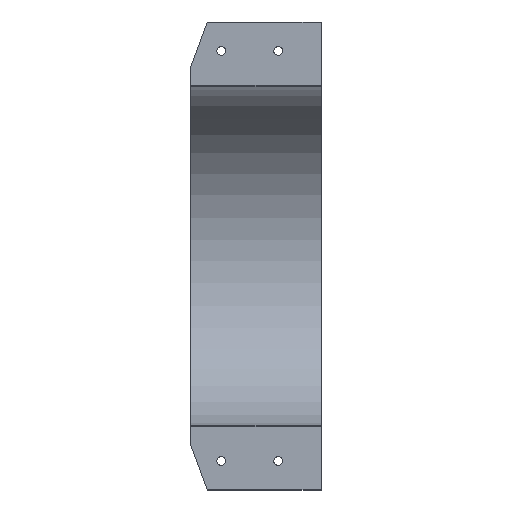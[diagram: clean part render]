
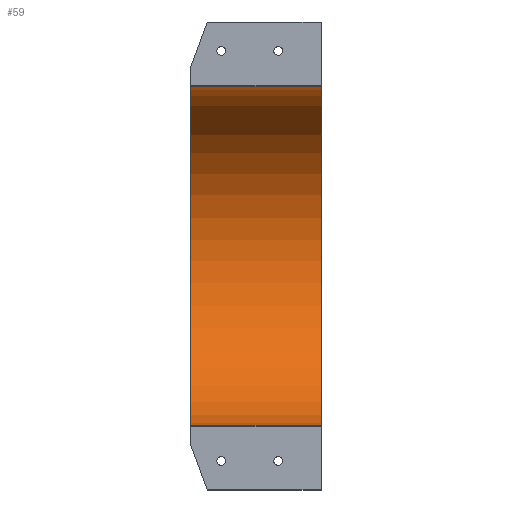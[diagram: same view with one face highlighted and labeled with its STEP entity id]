
A CAD part, top view. The second image highlights one B-rep face of the part: STEP entity #59.
In plain terms, the highlighted free-form (B-spline) face has degree [2, 1] with [5, 2] control points.
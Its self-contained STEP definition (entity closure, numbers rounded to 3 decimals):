
#59=ADVANCED_FACE('',(#118),#1054,.T.);
#118=FACE_OUTER_BOUND('',#185,.T.);
#185=EDGE_LOOP('',(#327,#328,#329,#330));
#327=ORIENTED_EDGE('',*,*,#629,.T.);
#328=ORIENTED_EDGE('',*,*,#630,.T.);
#329=ORIENTED_EDGE('',*,*,#631,.F.);
#330=ORIENTED_EDGE('',*,*,#627,.F.);
#627=EDGE_CURVE('',#951,#952,#806,.T.);
#629=EDGE_CURVE('',#951,#953,#808,.T.);
#630=EDGE_CURVE('',#953,#954,#809,.T.);
#631=EDGE_CURVE('',#952,#954,#810,.T.);
#806=(
BOUNDED_CURVE()
B_SPLINE_CURVE(1,(#1777,#1778),.UNSPECIFIED.,.F.,.F.)
B_SPLINE_CURVE_WITH_KNOTS((2,2),(0.,45.),.UNSPECIFIED.)
CURVE()
GEOMETRIC_REPRESENTATION_ITEM()
RATIONAL_B_SPLINE_CURVE((1.,1.))
REPRESENTATION_ITEM('')
);
#808=(
BOUNDED_CURVE()
B_SPLINE_CURVE(2,(#1782,#1783,#1784,#1785,#1786),.UNSPECIFIED.,.F.,.F.)
B_SPLINE_CURVE_WITH_KNOTS((3,2,3),(-918.896,-829.357,-739.818),
 .UNSPECIFIED.)
CURVE()
GEOMETRIC_REPRESENTATION_ITEM()
RATIONAL_B_SPLINE_CURVE((1.,0.723,1.,0.723,1.))
REPRESENTATION_ITEM('')
);
#809=(
BOUNDED_CURVE()
B_SPLINE_CURVE(1,(#1787,#1788),.UNSPECIFIED.,.F.,.F.)
B_SPLINE_CURVE_WITH_KNOTS((2,2),(0.,45.),.UNSPECIFIED.)
CURVE()
GEOMETRIC_REPRESENTATION_ITEM()
RATIONAL_B_SPLINE_CURVE((1.,1.))
REPRESENTATION_ITEM('')
);
#810=(
BOUNDED_CURVE()
B_SPLINE_CURVE(2,(#1789,#1790,#1791,#1792,#1793),.UNSPECIFIED.,.F.,.F.)
B_SPLINE_CURVE_WITH_KNOTS((3,2,3),(-918.896,-829.357,-739.818),
 .UNSPECIFIED.)
CURVE()
GEOMETRIC_REPRESENTATION_ITEM()
RATIONAL_B_SPLINE_CURVE((1.,0.723,1.,0.723,1.))
REPRESENTATION_ITEM('')
);
#951=VERTEX_POINT('',#1560);
#952=VERTEX_POINT('',#1561);
#953=VERTEX_POINT('',#1562);
#954=VERTEX_POINT('',#1563);
#1054=(
BOUNDED_SURFACE()
B_SPLINE_SURFACE(2,1,((#1238,#1239),(#1240,#1241),(#1242,#1243),(#1244,
#1245),(#1246,#1247)),.UNSPECIFIED.,.F.,.F.,.F.)
B_SPLINE_SURFACE_WITH_KNOTS((3,2,3),(2,2),(-918.896,-829.357,
-739.818),(0.,45.),.UNSPECIFIED.)
GEOMETRIC_REPRESENTATION_ITEM()
RATIONAL_B_SPLINE_SURFACE(((1.,1.),(0.723,0.723),
(1.,1.),(0.723,0.723),(1.,1.)))
REPRESENTATION_ITEM('')
SURFACE()
);
#1238=CARTESIAN_POINT('',(395.,-611.044,65.433));
#1239=CARTESIAN_POINT('',(350.,-611.044,65.433));
#1240=CARTESIAN_POINT('',(395.,-608.505,9.35));
#1241=CARTESIAN_POINT('',(350.,-608.505,9.35));
#1242=CARTESIAN_POINT('',(395.,-552.365,9.35));
#1243=CARTESIAN_POINT('',(350.,-552.365,9.35));
#1244=CARTESIAN_POINT('',(395.,-496.224,9.35));
#1245=CARTESIAN_POINT('',(350.,-496.224,9.35));
#1246=CARTESIAN_POINT('',(395.,-493.685,65.433));
#1247=CARTESIAN_POINT('',(350.,-493.685,65.433));
#1560=CARTESIAN_POINT('',(395.,-611.044,65.433));
#1561=CARTESIAN_POINT('',(350.,-611.044,65.433));
#1562=CARTESIAN_POINT('',(395.,-493.685,65.433));
#1563=CARTESIAN_POINT('',(350.,-493.685,65.433));
#1777=CARTESIAN_POINT('',(395.,-611.044,65.433));
#1778=CARTESIAN_POINT('',(350.,-611.044,65.433));
#1782=CARTESIAN_POINT('',(395.,-611.044,65.433));
#1783=CARTESIAN_POINT('',(395.,-608.505,9.35));
#1784=CARTESIAN_POINT('',(395.,-552.365,9.35));
#1785=CARTESIAN_POINT('',(395.,-496.224,9.35));
#1786=CARTESIAN_POINT('',(395.,-493.685,65.433));
#1787=CARTESIAN_POINT('',(395.,-493.685,65.433));
#1788=CARTESIAN_POINT('',(350.,-493.685,65.433));
#1789=CARTESIAN_POINT('',(350.,-611.044,65.433));
#1790=CARTESIAN_POINT('',(350.,-608.505,9.35));
#1791=CARTESIAN_POINT('',(350.,-552.365,9.35));
#1792=CARTESIAN_POINT('',(350.,-496.224,9.35));
#1793=CARTESIAN_POINT('',(350.,-493.685,65.433));
